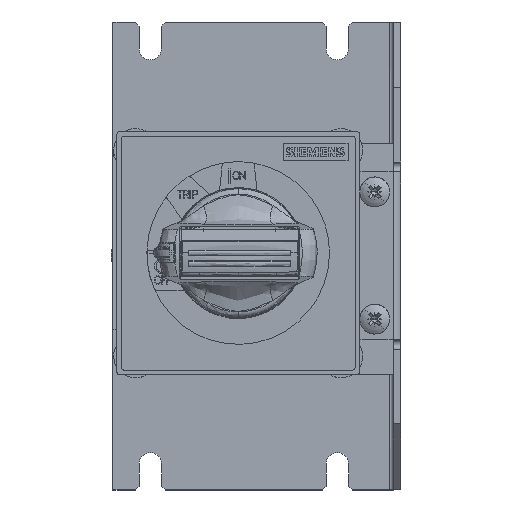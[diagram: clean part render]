
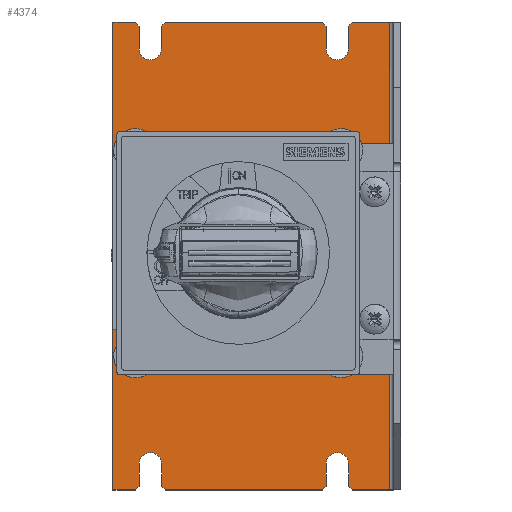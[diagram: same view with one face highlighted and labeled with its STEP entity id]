
A CAD part, top view. The second image highlights one B-rep face of the part: STEP entity #4374.
In plain terms, the highlighted planar face has unit normal (0, 0, 1).
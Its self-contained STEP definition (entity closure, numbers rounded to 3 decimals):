
#4374=ADVANCED_FACE('',(#10566),#10567,.F.);
#6508=EDGE_CURVE('',#13580,#13576,#13581,.T.);
#6516=EDGE_CURVE('',#13576,#13588,#13592,.T.);
#6520=EDGE_CURVE('',#13588,#13596,#13597,.T.);
#6530=EDGE_CURVE('',#13596,#13607,#13610,.T.);
#6536=EDGE_CURVE('',#13607,#13615,#13618,.T.);
#6538=EDGE_CURVE('',#13615,#13620,#13621,.T.);
#6546=EDGE_CURVE('',#13620,#13628,#13632,.T.);
#6552=EDGE_CURVE('',#13628,#13636,#13640,.T.);
#6556=EDGE_CURVE('',#13636,#13644,#13645,.T.);
#6566=EDGE_CURVE('',#13644,#13655,#13658,.T.);
#6572=EDGE_CURVE('',#13655,#13663,#13666,.T.);
#6578=EDGE_CURVE('',#13663,#13671,#13674,.T.);
#6584=EDGE_CURVE('',#13671,#13679,#13682,.T.);
#6586=EDGE_CURVE('',#13679,#13684,#13685,.T.);
#6594=EDGE_CURVE('',#13684,#13692,#13696,.T.);
#6600=EDGE_CURVE('',#13692,#13700,#13704,.T.);
#6604=EDGE_CURVE('',#13700,#13708,#13709,.T.);
#6614=EDGE_CURVE('',#13708,#13719,#13722,.T.);
#6620=EDGE_CURVE('',#13719,#13727,#13730,.T.);
#6622=EDGE_CURVE('',#13727,#13732,#13733,.T.);
#6630=EDGE_CURVE('',#13732,#13740,#13744,.T.);
#6636=EDGE_CURVE('',#13740,#13748,#13752,.T.);
#6640=EDGE_CURVE('',#13748,#13756,#13757,.T.);
#6650=EDGE_CURVE('',#13756,#13767,#13770,.T.);
#6656=EDGE_CURVE('',#13767,#13775,#13778,.T.);
#6668=EDGE_CURVE('',#13796,#13797,#13798,.T.);
#6676=EDGE_CURVE('',#13806,#13809,#13810,.T.);
#6700=EDGE_CURVE('',#13806,#13580,#13843,.T.);
#6720=EDGE_CURVE('',#13775,#13797,#13868,.T.);
#6902=EDGE_CURVE('',#14121,#13796,#14122,.T.);
#6904=EDGE_CURVE('',#14121,#14124,#14125,.T.);
#6906=EDGE_CURVE('',#14124,#13809,#14127,.T.);
#10566=FACE_OUTER_BOUND('',#22953,.T.);
#10567=PLANE('',#22954);
#13576=VERTEX_POINT('',#29279);
#13580=VERTEX_POINT('',#29285);
#13581=LINE('',#29286,#29287);
#13588=VERTEX_POINT('',#29299);
#13592=LINE('',#29305,#29306);
#13596=VERTEX_POINT('',#29313);
#13597=CIRCLE('',#29314,3.0);
#13607=VERTEX_POINT('',#29330);
#13610=LINE('',#29335,#29336);
#13615=VERTEX_POINT('',#29344);
#13618=LINE('',#29349,#29350);
#13620=VERTEX_POINT('',#29353);
#13621=LINE('',#29354,#29355);
#13628=VERTEX_POINT('',#29367);
#13632=LINE('',#29373,#29374);
#13636=VERTEX_POINT('',#29381);
#13640=LINE('',#29387,#29388);
#13644=VERTEX_POINT('',#29395);
#13645=CIRCLE('',#29396,3.0);
#13655=VERTEX_POINT('',#29412);
#13658=LINE('',#29417,#29418);
#13663=VERTEX_POINT('',#29426);
#13666=LINE('',#29431,#29432);
#13671=VERTEX_POINT('',#29440);
#13674=LINE('',#29445,#29446);
#13679=VERTEX_POINT('',#29454);
#13682=LINE('',#29459,#29460);
#13684=VERTEX_POINT('',#29463);
#13685=LINE('',#29464,#29465);
#13692=VERTEX_POINT('',#29477);
#13696=LINE('',#29483,#29484);
#13700=VERTEX_POINT('',#29491);
#13704=LINE('',#29497,#29498);
#13708=VERTEX_POINT('',#29505);
#13709=CIRCLE('',#29506,3.0);
#13719=VERTEX_POINT('',#29522);
#13722=LINE('',#29527,#29528);
#13727=VERTEX_POINT('',#29536);
#13730=LINE('',#29541,#29542);
#13732=VERTEX_POINT('',#29545);
#13733=LINE('',#29546,#29547);
#13740=VERTEX_POINT('',#29559);
#13744=LINE('',#29565,#29566);
#13748=VERTEX_POINT('',#29573);
#13752=LINE('',#29579,#29580);
#13756=VERTEX_POINT('',#29587);
#13757=CIRCLE('',#29588,3.0);
#13767=VERTEX_POINT('',#29604);
#13770=LINE('',#29609,#29610);
#13775=VERTEX_POINT('',#29618);
#13778=LINE('',#29623,#29624);
#13796=VERTEX_POINT('',#29648);
#13797=VERTEX_POINT('',#29649);
#13798=LINE('',#29650,#29651);
#13806=VERTEX_POINT('',#29663);
#13809=VERTEX_POINT('',#29667);
#13810=LINE('',#29668,#29669);
#13843=LINE('',#29725,#29726);
#13868=LINE('',#29768,#29769);
#14121=VERTEX_POINT('',#30248);
#14122=LINE('',#30249,#30250);
#14124=VERTEX_POINT('',#30253);
#14125=LINE('',#30254,#30255);
#14127=LINE('',#30258,#30259);
#22953=EDGE_LOOP('',(#40546,#40547,#40548,#40549,#40550,#40551,#40552,#40553,#40554,#40555,#40556,#40557,#40558,#40559,#40560,#40561,#40562,#40563,#40564,#40565,#40566,#40567,#40568,#40569,#40570,#40571,#40572,#40573,#40574,#40575,#40576,#40577));
#22954=AXIS2_PLACEMENT_3D('',#40578,#40579,#40580);
#29279=CARTESIAN_POINT('',(63.5,124.0,2.0));
#29285=CARTESIAN_POINT('',(64.5,125.0,2.0));
#29286=CARTESIAN_POINT('',(64.5,125.0,2.0));
#29287=VECTOR('',#43822,1.414);
#29299=CARTESIAN_POINT('',(63.5,118.0,2.0));
#29305=CARTESIAN_POINT('',(63.5,124.0,2.0));
#29306=VECTOR('',#43826,6.);
#29313=CARTESIAN_POINT('',(57.5,118.0,2.0));
#29314=AXIS2_PLACEMENT_3D('',#43828,#43829,#43830);
#29330=CARTESIAN_POINT('',(57.5,124.0,2.0));
#29335=CARTESIAN_POINT('',(57.5,118.0,2.0));
#29336=VECTOR('',#43837,6.);
#29344=CARTESIAN_POINT('',(56.5,125.0,2.0));
#29349=CARTESIAN_POINT('',(57.5,124.0,2.0));
#29350=VECTOR('',#43840,1.414);
#29353=CARTESIAN_POINT('',(14.5,125.0,2.0));
#29354=CARTESIAN_POINT('',(56.5,125.0,2.0));
#29355=VECTOR('',#43841,42.0);
#29367=CARTESIAN_POINT('',(13.5,124.0,2.0));
#29373=CARTESIAN_POINT('',(14.5,125.0,2.0));
#29374=VECTOR('',#43845,1.414);
#29381=CARTESIAN_POINT('',(13.5,118.0,2.0));
#29387=CARTESIAN_POINT('',(13.5,124.0,2.0));
#29388=VECTOR('',#43848,6.0);
#29395=CARTESIAN_POINT('',(7.5,118.0,2.0));
#29396=AXIS2_PLACEMENT_3D('',#43850,#43851,#43852);
#29412=CARTESIAN_POINT('',(7.5,124.0,2.0));
#29417=CARTESIAN_POINT('',(7.5,118.0,2.0));
#29418=VECTOR('',#43859,6.0);
#29426=CARTESIAN_POINT('',(6.5,125.0,2.0));
#29431=CARTESIAN_POINT('',(7.5,124.0,2.0));
#29432=VECTOR('',#43862,1.414);
#29440=CARTESIAN_POINT('',(0.5,125.0,2.0));
#29445=CARTESIAN_POINT('',(6.5,125.0,2.0));
#29446=VECTOR('',#43865,6.0);
#29454=CARTESIAN_POINT('',(0.5,0.0,2.0));
#29459=CARTESIAN_POINT('',(0.5,125.0,2.0));
#29460=VECTOR('',#43868,125.0);
#29463=CARTESIAN_POINT('',(6.5,0.0,2.0));
#29464=CARTESIAN_POINT('',(0.5,0.0,2.0));
#29465=VECTOR('',#43869,6.0);
#29477=CARTESIAN_POINT('',(7.5,1.0,2.0));
#29483=CARTESIAN_POINT('',(6.5,0.0,2.0));
#29484=VECTOR('',#43873,1.414);
#29491=CARTESIAN_POINT('',(7.5,7.0,2.0));
#29497=CARTESIAN_POINT('',(7.5,1.0,2.0));
#29498=VECTOR('',#43876,6.0);
#29505=CARTESIAN_POINT('',(13.5,7.0,2.0));
#29506=AXIS2_PLACEMENT_3D('',#43878,#43879,#43880);
#29522=CARTESIAN_POINT('',(13.5,1.0,2.0));
#29527=CARTESIAN_POINT('',(13.5,7.0,2.0));
#29528=VECTOR('',#43887,6.0);
#29536=CARTESIAN_POINT('',(14.5,0.0,2.0));
#29541=CARTESIAN_POINT('',(13.5,1.0,2.0));
#29542=VECTOR('',#43890,1.414);
#29545=CARTESIAN_POINT('',(56.5,0.0,2.0));
#29546=CARTESIAN_POINT('',(14.5,0.0,2.0));
#29547=VECTOR('',#43891,42.0);
#29559=CARTESIAN_POINT('',(57.5,1.0,2.0));
#29565=CARTESIAN_POINT('',(56.5,0.0,2.0));
#29566=VECTOR('',#43895,1.414);
#29573=CARTESIAN_POINT('',(57.5,7.0,2.0));
#29579=CARTESIAN_POINT('',(57.5,1.0,2.0));
#29580=VECTOR('',#43898,6.0);
#29587=CARTESIAN_POINT('',(63.5,7.0,2.0));
#29588=AXIS2_PLACEMENT_3D('',#43900,#43901,#43902);
#29604=CARTESIAN_POINT('',(63.5,1.0,2.0));
#29609=CARTESIAN_POINT('',(63.5,7.0,2.0));
#29610=VECTOR('',#43909,6.0);
#29618=CARTESIAN_POINT('',(64.5,0.0,2.0));
#29623=CARTESIAN_POINT('',(63.5,1.0,2.0));
#29624=VECTOR('',#43912,1.414);
#29648=CARTESIAN_POINT('',(74.5,50.8,2.));
#29649=CARTESIAN_POINT('',(74.5,0.0,2.));
#29650=CARTESIAN_POINT('',(74.5,125.0,2.0));
#29651=VECTOR('',#43928,125.0);
#29663=CARTESIAN_POINT('',(74.5,125.0,2.0));
#29667=CARTESIAN_POINT('',(74.5,74.2,2.0));
#29668=CARTESIAN_POINT('',(74.5,125.0,2.0));
#29669=VECTOR('',#43936,125.0);
#29725=CARTESIAN_POINT('',(74.5,125.0,2.0));
#29726=VECTOR('',#43948,10.);
#29768=CARTESIAN_POINT('',(64.5,0.0,2.0));
#29769=VECTOR('',#43962,10.);
#30248=CARTESIAN_POINT('',(1.0,50.8,2.));
#30249=CARTESIAN_POINT('',(38.0,50.8,2.0));
#30250=VECTOR('',#44159,1.0);
#30253=CARTESIAN_POINT('',(1.0,74.2,2.));
#30254=CARTESIAN_POINT('',(1.0,22.063,2.0));
#30255=VECTOR('',#44160,1.0);
#30258=CARTESIAN_POINT('',(38.0,74.2,2.0));
#30259=VECTOR('',#44161,1.0);
#40546=ORIENTED_EDGE('',*,*,#6902,.F.);
#40547=ORIENTED_EDGE('',*,*,#6904,.T.);
#40548=ORIENTED_EDGE('',*,*,#6906,.T.);
#40549=ORIENTED_EDGE('',*,*,#6676,.F.);
#40550=ORIENTED_EDGE('',*,*,#6700,.T.);
#40551=ORIENTED_EDGE('',*,*,#6508,.T.);
#40552=ORIENTED_EDGE('',*,*,#6516,.T.);
#40553=ORIENTED_EDGE('',*,*,#6520,.T.);
#40554=ORIENTED_EDGE('',*,*,#6530,.T.);
#40555=ORIENTED_EDGE('',*,*,#6536,.T.);
#40556=ORIENTED_EDGE('',*,*,#6538,.T.);
#40557=ORIENTED_EDGE('',*,*,#6546,.T.);
#40558=ORIENTED_EDGE('',*,*,#6552,.T.);
#40559=ORIENTED_EDGE('',*,*,#6556,.T.);
#40560=ORIENTED_EDGE('',*,*,#6566,.T.);
#40561=ORIENTED_EDGE('',*,*,#6572,.T.);
#40562=ORIENTED_EDGE('',*,*,#6578,.T.);
#40563=ORIENTED_EDGE('',*,*,#6584,.T.);
#40564=ORIENTED_EDGE('',*,*,#6586,.T.);
#40565=ORIENTED_EDGE('',*,*,#6594,.T.);
#40566=ORIENTED_EDGE('',*,*,#6600,.T.);
#40567=ORIENTED_EDGE('',*,*,#6604,.T.);
#40568=ORIENTED_EDGE('',*,*,#6614,.T.);
#40569=ORIENTED_EDGE('',*,*,#6620,.T.);
#40570=ORIENTED_EDGE('',*,*,#6622,.T.);
#40571=ORIENTED_EDGE('',*,*,#6630,.T.);
#40572=ORIENTED_EDGE('',*,*,#6636,.T.);
#40573=ORIENTED_EDGE('',*,*,#6640,.T.);
#40574=ORIENTED_EDGE('',*,*,#6650,.T.);
#40575=ORIENTED_EDGE('',*,*,#6656,.T.);
#40576=ORIENTED_EDGE('',*,*,#6720,.T.);
#40577=ORIENTED_EDGE('',*,*,#6668,.F.);
#40578=CARTESIAN_POINT('',(0.5,0.0,2.0));
#40579=DIRECTION('',(0.0,0.0,-1.0));
#40580=DIRECTION('',(1.0,0.0,0.0));
#43822=DIRECTION('',(-0.707,-0.707,0.));
#43826=DIRECTION('',(0.0,-1.0,0.0));
#43828=CARTESIAN_POINT('',(60.5,118.0,2.0));
#43829=DIRECTION('',(0.0,0.0,-1.0));
#43830=DIRECTION('',(1.0,0.,0.0));
#43837=DIRECTION('',(0.0,1.0,0.0));
#43840=DIRECTION('',(-0.707,0.707,0.));
#43841=DIRECTION('',(-1.0,0.0,0.0));
#43845=DIRECTION('',(-0.707,-0.707,-0.0));
#43848=DIRECTION('',(0.0,-1.0,0.0));
#43850=CARTESIAN_POINT('',(10.5,118.0,2.0));
#43851=DIRECTION('',(0.0,0.0,-1.0));
#43852=DIRECTION('',(1.0,0.,0.0));
#43859=DIRECTION('',(0.0,1.0,0.0));
#43862=DIRECTION('',(-0.707,0.707,0.0));
#43865=DIRECTION('',(-1.0,0.0,0.0));
#43868=DIRECTION('',(0.0,-1.0,0.0));
#43869=DIRECTION('',(1.0,0.0,0.0));
#43873=DIRECTION('',(0.707,0.707,0.));
#43876=DIRECTION('',(0.0,1.0,0.0));
#43878=CARTESIAN_POINT('',(10.5,7.0,2.0));
#43879=DIRECTION('',(0.0,0.,-1.0));
#43880=DIRECTION('',(-1.0,0.0,0.0));
#43887=DIRECTION('',(0.0,-1.0,0.0));
#43890=DIRECTION('',(0.707,-0.707,0.));
#43891=DIRECTION('',(1.0,0.0,0.0));
#43895=DIRECTION('',(0.707,0.707,0.));
#43898=DIRECTION('',(0.0,1.0,0.0));
#43900=CARTESIAN_POINT('',(60.5,7.0,2.0));
#43901=DIRECTION('',(0.0,0.,-1.0));
#43902=DIRECTION('',(-1.0,0.0,0.0));
#43909=DIRECTION('',(0.0,-1.0,0.0));
#43912=DIRECTION('',(0.707,-0.707,0.));
#43928=DIRECTION('',(0.0,-1.0,0.0));
#43936=DIRECTION('',(0.0,-1.0,0.0));
#43948=DIRECTION('',(-1.0,0.0,0.0));
#43962=DIRECTION('',(1.0,0.0,0.));
#44159=DIRECTION('',(1.0,0.,0.));
#44160=DIRECTION('',(0.0,1.0,0.0));
#44161=DIRECTION('',(1.0,0.,0.));
